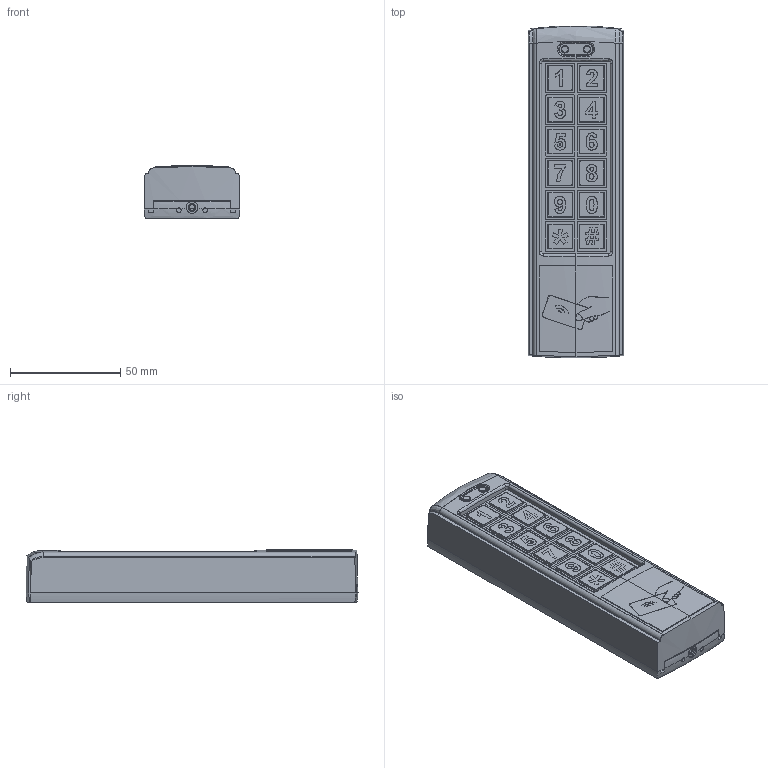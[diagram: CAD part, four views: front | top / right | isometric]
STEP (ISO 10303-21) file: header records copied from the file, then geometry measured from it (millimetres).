
FILE_DESCRIPTION (( 'STEP AP214' ), '1' );
FILE_NAME ('KRN1000_STEPALL.STEP', '2022-09-23T14:51:19', ( '' ), ( '' ), 'SwSTEP 2.0', 'SolidWorks 2020', '' );
FILE_SCHEMA (( 'AUTOMOTIVE_DESIGN' ));
Length unit declared in the file: millimetre
Products named in the file (16): MP1039-TOUCH 9; PP0473-KEY PAD UNDERCOVER; MP1041-TOUCH ET; MP1208-LOWER CASING_VISIERE; MP1034-TOUCH 4; MP1032-TOUCH 2; MP1030-TOUCH 0; MP1037-TOUCH 7; MP1036-TOUCH 6; MP1033-TOUCH 3; MP1209-UPPER CASING_DEFAULT; MP1035-TOUCH 5; MP1040-TOUCH dieze; MP1038-TOUCH 8; MP1031-TOUCH 1; KRN1000_STEPALL
Assembly tree (15 placements, depth 2):
  KRN1000_STEPALL
    MP1208-LOWER CASING_VISIERE
    MP1209-UPPER CASING_DEFAULT
    PP0473-KEY PAD UNDERCOVER
    MP1031-TOUCH 1
    MP1032-TOUCH 2
    MP1033-TOUCH 3
    MP1034-TOUCH 4
    MP1035-TOUCH 5
    MP1036-TOUCH 6
    MP1037-TOUCH 7
    MP1038-TOUCH 8
    MP1039-TOUCH 9
    MP1030-TOUCH 0
    MP1041-TOUCH ET
    MP1040-TOUCH dieze
Bounding box: 43.5 x 150.84 x 24.01 mm (x, y, z)
Volume: 49884.9 mm3; surface area: 56000.1 mm2
Topology: 52 solids, 52 shells, 1475 faces, 3847 edges, 2516 vertices
Faces by surface type: plane 769, cylinder 370, bspline 245, torus 64, cone 21, sphere 6
Entity records: 61146 total; most frequent: CARTESIAN_POINT 22802, ORIENTED_EDGE 7678, DIRECTION 6310, EDGE_CURVE 3839, VERTEX_POINT 2512, LINE 2334, VECTOR 2334, AXIS2_PLACEMENT_3D 1988
